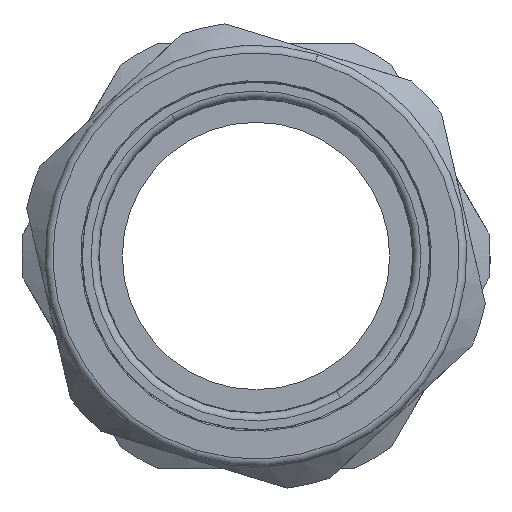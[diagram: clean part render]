
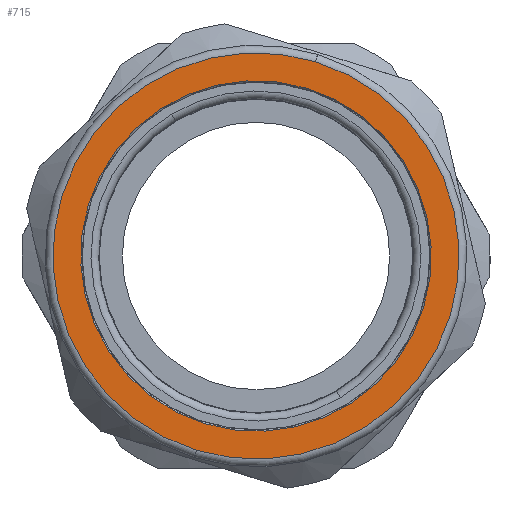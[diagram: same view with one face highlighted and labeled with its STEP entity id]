
A CAD part, left-side view. The second image highlights one B-rep face of the part: STEP entity #715.
In plain terms, the highlighted planar face has unit normal (-1, 0, 0).
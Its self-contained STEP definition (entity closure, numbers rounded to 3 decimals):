
#65 = DIRECTION ( 'NONE',  ( 0., 0.292, -0.956 ) ) ;
#72 = VERTEX_POINT ( 'NONE', #493 ) ;
#374 = ORIENTED_EDGE ( 'NONE', *, *, #3442, .T. ) ;
#380 = CARTESIAN_POINT ( 'NONE',  ( -47.708, 0., 0. ) ) ;
#409 = CIRCLE ( 'NONE', #1753, 22.65 ) ;
#434 = EDGE_LOOP ( 'NONE', ( #1894, #374 ) ) ;
#493 = CARTESIAN_POINT ( 'NONE',  ( -47.708, 7.677, -25.102 ) ) ;
#646 = DIRECTION ( 'NONE',  ( 0., 0.292, -0.956 ) ) ;
#715 = ADVANCED_FACE ( 'NONE', ( #1642, #2456 ), #3113, .F. ) ;
#722 = ORIENTED_EDGE ( 'NONE', *, *, #779, .T. ) ;
#779 = EDGE_CURVE ( 'NONE', #2058, #72, #1901, .T. ) ;
#795 = EDGE_LOOP ( 'NONE', ( #2116, #722 ) ) ;
#844 = EDGE_CURVE ( 'NONE', #1403, #2698, #1821, .T. ) ;
#989 = CARTESIAN_POINT ( 'NONE',  ( -47.708, 0., 0. ) ) ;
#1123 = DIRECTION ( 'NONE',  ( 1., 0., 0. ) ) ;
#1152 = DIRECTION ( 'NONE',  ( 1., 0., 0. ) ) ;
#1196 = DIRECTION ( 'NONE',  ( -1., 0., 0. ) ) ;
#1263 = DIRECTION ( 'NONE',  ( 1., 0., 0. ) ) ;
#1273 = CARTESIAN_POINT ( 'NONE',  ( -47.708, 0., 0. ) ) ;
#1382 = DIRECTION ( 'NONE',  ( 0., 0.292, -0.956 ) ) ;
#1403 = VERTEX_POINT ( 'NONE', #1822 ) ;
#1413 = AXIS2_PLACEMENT_3D ( 'NONE', #1273, #3441, #3168 ) ;
#1642 = FACE_BOUND ( 'NONE', #434, .T. ) ;
#1753 = AXIS2_PLACEMENT_3D ( 'NONE', #1924, #1123, #1382 ) ;
#1821 = CIRCLE ( 'NONE', #2879, 22.65 ) ;
#1822 = CARTESIAN_POINT ( 'NONE',  ( -47.708, -6.624, 21.66 ) ) ;
#1894 = ORIENTED_EDGE ( 'NONE', *, *, #844, .T. ) ;
#1901 = CIRCLE ( 'NONE', #1413, 26.25 ) ;
#1924 = CARTESIAN_POINT ( 'NONE',  ( -47.708, 0., 0. ) ) ;
#2058 = VERTEX_POINT ( 'NONE', #2630 ) ;
#2116 = ORIENTED_EDGE ( 'NONE', *, *, #3022, .T. ) ;
#2120 = AXIS2_PLACEMENT_3D ( 'NONE', #3406, #1152, #65 ) ;
#2456 = FACE_OUTER_BOUND ( 'NONE', #795, .T. ) ;
#2630 = CARTESIAN_POINT ( 'NONE',  ( -47.708, -7.677, 25.102 ) ) ;
#2698 = VERTEX_POINT ( 'NONE', #3246 ) ;
#2867 = DIRECTION ( 'NONE',  ( 0., 0.292, -0.956 ) ) ;
#2879 = AXIS2_PLACEMENT_3D ( 'NONE', #989, #1263, #2867 ) ;
#2925 = AXIS2_PLACEMENT_3D ( 'NONE', #380, #1196, #646 ) ;
#3022 = EDGE_CURVE ( 'NONE', #72, #2058, #3298, .T. ) ;
#3113 = PLANE ( 'NONE',  #2120 ) ;
#3168 = DIRECTION ( 'NONE',  ( 0., 0.292, -0.956 ) ) ;
#3246 = CARTESIAN_POINT ( 'NONE',  ( -47.708, 6.624, -21.66 ) ) ;
#3298 = CIRCLE ( 'NONE', #2925, 26.25 ) ;
#3406 = CARTESIAN_POINT ( 'NONE',  ( -47.708, 0., 0. ) ) ;
#3441 = DIRECTION ( 'NONE',  ( -1., 0., 0. ) ) ;
#3442 = EDGE_CURVE ( 'NONE', #2698, #1403, #409, .T. ) ;
